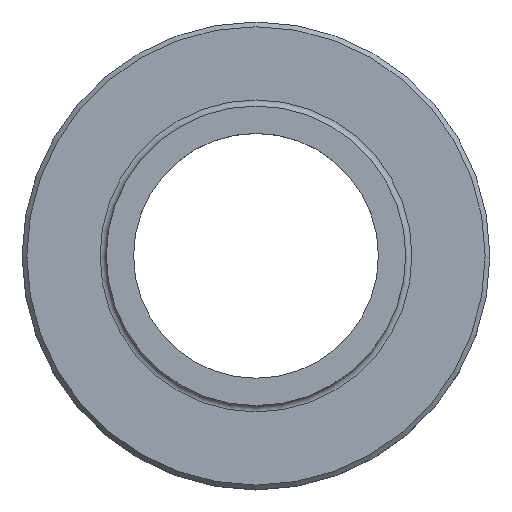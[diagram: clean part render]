
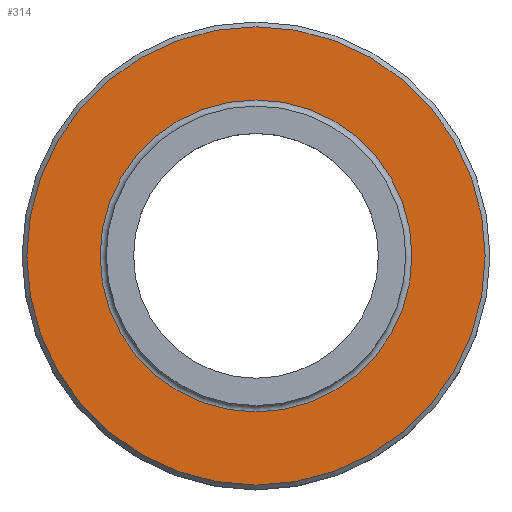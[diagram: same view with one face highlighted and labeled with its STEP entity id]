
A CAD part, top view. The second image highlights one B-rep face of the part: STEP entity #314.
In plain terms, the highlighted planar face has unit normal (0, 0, 1).
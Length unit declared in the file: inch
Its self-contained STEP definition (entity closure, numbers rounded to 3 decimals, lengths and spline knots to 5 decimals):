
#17 = EDGE_CURVE ( 'NONE', #39, #39, #237, .T. ) ;
#25 = EDGE_CURVE ( 'NONE', #174, #174, #132, .T. ) ;
#30 = AXIS2_PLACEMENT_3D ( 'NONE', #127, #99, #120 ) ;
#33 = ORIENTED_EDGE ( 'NONE', *, *, #25, .T. ) ;
#37 = EDGE_LOOP ( 'NONE', ( #181 ) ) ;
#38 = CARTESIAN_POINT ( 'NONE',  ( -4.82, 0., -1.25 ) ) ;
#39 = VERTEX_POINT ( 'NONE', #111 ) ;
#41 = AXIS2_PLACEMENT_3D ( 'NONE', #82, #325, #242 ) ;
#46 = FACE_BOUND ( 'NONE', #37, .T. ) ;
#59 = PLANE ( 'NONE',  #41 ) ;
#72 = DIRECTION ( 'NONE',  ( 0., 0., -1. ) ) ;
#82 = CARTESIAN_POINT ( 'NONE',  ( 0., 3.15, -1.25 ) ) ;
#99 = DIRECTION ( 'NONE',  ( 0., 0., 1. ) ) ;
#111 = CARTESIAN_POINT ( 'NONE',  ( -3.28, 0., -1.25 ) ) ;
#120 = DIRECTION ( 'NONE',  ( -1., 0., 0. ) ) ;
#127 = CARTESIAN_POINT ( 'NONE',  ( 0., 0., -1.25 ) ) ;
#132 = CIRCLE ( 'NONE', #30, 4.82 ) ;
#174 = VERTEX_POINT ( 'NONE', #38 ) ;
#181 = ORIENTED_EDGE ( 'NONE', *, *, #17, .T. ) ;
#198 = EDGE_LOOP ( 'NONE', ( #33 ) ) ;
#219 = DIRECTION ( 'NONE',  ( -1., 0., 0. ) ) ;
#233 = AXIS2_PLACEMENT_3D ( 'NONE', #282, #72, #219 ) ;
#237 = CIRCLE ( 'NONE', #233, 3.28 ) ;
#242 = DIRECTION ( 'NONE',  ( -1., 0., 0. ) ) ;
#276 = FACE_OUTER_BOUND ( 'NONE', #198, .T. ) ;
#282 = CARTESIAN_POINT ( 'NONE',  ( 0., 0., -1.25 ) ) ;
#314 = ADVANCED_FACE ( 'NONE', ( #46, #276 ), #59, .F. ) ;
#325 = DIRECTION ( 'NONE',  ( 0., 0., -1. ) ) ;
